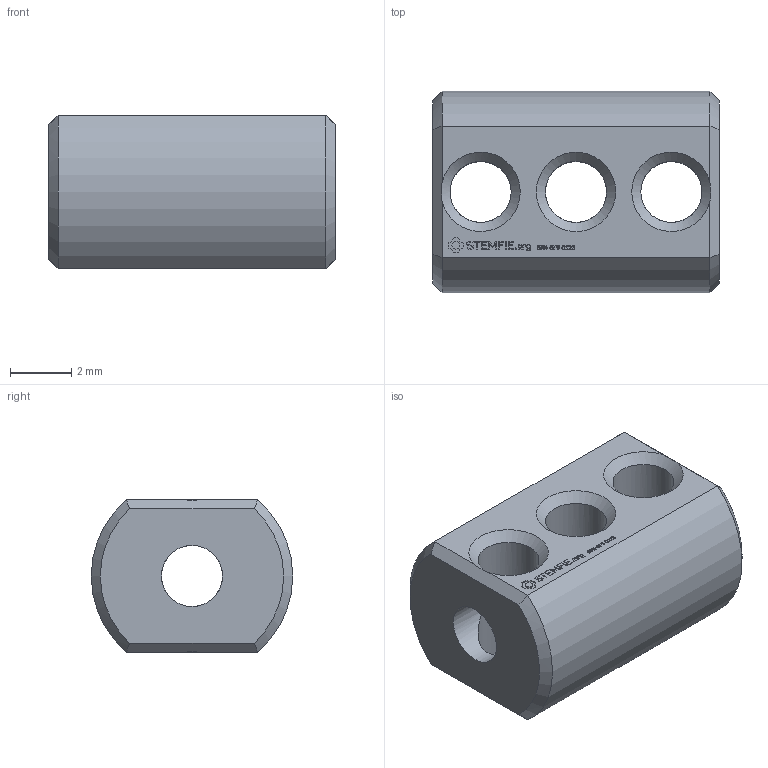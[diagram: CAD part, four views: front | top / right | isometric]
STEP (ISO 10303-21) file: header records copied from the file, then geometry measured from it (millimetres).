
FILE_DESCRIPTION(('FreeCAD Model'),'2;1');
FILE_NAME('Open CASCADE Shape Model','2024-06-18T00:00:46',(''),(''), 'Open CASCADE STEP processor 7.6','FreeCAD','Unknown');
FILE_SCHEMA(('AUTOMOTIVE_DESIGN { 1 0 10303 214 1 1 1 1 }'));
Length unit declared in the file: millimetre
Products named in the file (1): Shaft IDX BU00.75 - SPN-SFT-0123 (stemfie.org)
Bounding box: 9.38 x 6.6 x 5 mm (x, y, z)
Volume: 212.3 mm3; surface area: 313.9 mm2
Topology: 1 solids, 1 shells, 499 faces, 1414 edges, 936 vertices
Faces by surface type: plane 319, extrusion 158, cylinder 12, cone 10
Full cylindrical faces by diameter (mm): 2 x10
Entity records: 16236 total; most frequent: CARTESIAN_POINT 3798, ORIENTED_EDGE 2828, DIRECTION 2002, EDGE_CURVE 1414, VECTOR 1194, LINE 1036, VERTEX_POINT 936, FACE_BOUND 532
